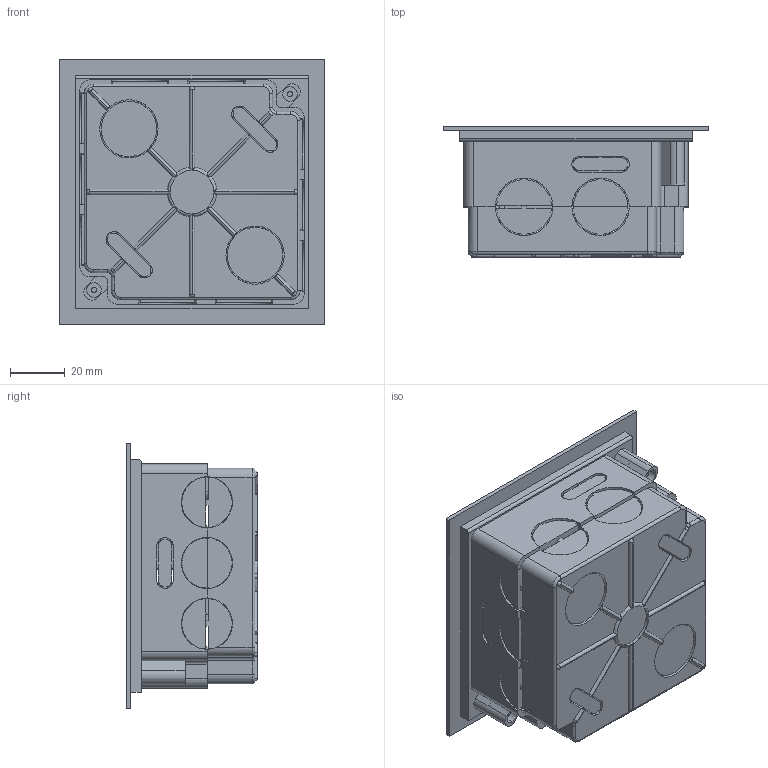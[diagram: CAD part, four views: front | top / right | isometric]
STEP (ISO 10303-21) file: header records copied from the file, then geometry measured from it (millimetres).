
FILE_DESCRIPTION (( 'STEP AP214' ), '1' );
FILE_NAME ('2003112.stp', '2016-05-10T06:31:32', ( '' ), ( '' ), 'SwSTEP 2.0', 'SolidWorks 2014', '' );
FILE_SCHEMA (( 'AUTOMOTIVE_DESIGN' ));
Length unit declared in the file: millimetre
Products named in the file (5): UP300-10-15_L15; UP200-20-10_Standard; 2003112; UP200-50_UV80D; UP200-20-11_Schraube in der Box
Assembly tree (5 placements, depth 3):
  2003112
    UP200-20-11_Schraube in der Box
      UP200-20-10_Standard
      UP300-10-15_L15  x2
    UP200-50_UV80D
Bounding box: 97 x 48 x 97 mm (x, y, z)
Volume: 45016.8 mm3; surface area: 64329.4 mm2
Topology: 4 solids, 4 shells, 650 faces, 2152 edges, 1414 vertices
Faces by surface type: plane 376, cylinder 196, bspline 50, torus 16, sphere 8, cone 4
Entity records: 25669 total; most frequent: CARTESIAN_POINT 7038, ORIENTED_EDGE 4216, DIRECTION 3549, EDGE_CURVE 2108, VERTEX_POINT 1391, LINE 1261, VECTOR 1261, AXIS2_PLACEMENT_3D 1144
